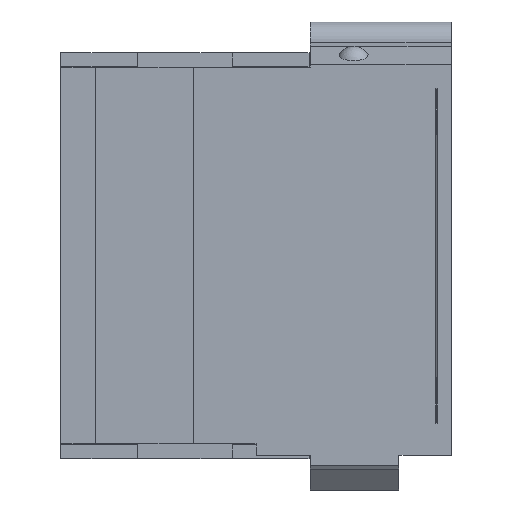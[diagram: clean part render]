
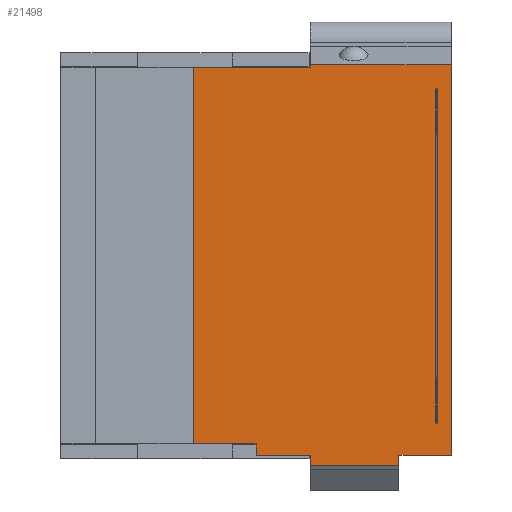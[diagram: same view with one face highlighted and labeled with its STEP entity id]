
A CAD part, front view. The second image highlights one B-rep face of the part: STEP entity #21498.
In plain terms, the highlighted planar face has unit normal (0, -1, 0).
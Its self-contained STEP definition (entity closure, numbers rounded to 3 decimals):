
#2705=DIRECTION('',(1.,0.,0.));
#2706=VECTOR('',#2705,8.4);
#2707=CARTESIAN_POINT('',(-4.5,0.,13.5));
#2708=LINE('',#2707,#2706);
#2729=DIRECTION('',(0.,0.,-1.));
#2730=VECTOR('',#2729,27.);
#2731=CARTESIAN_POINT('',(-4.5,0.,13.5));
#2732=LINE('',#2731,#2730);
#2733=DIRECTION('',(1.,0.,0.));
#2734=VECTOR('',#2733,10.1);
#2735=CARTESIAN_POINT('',(3.9,0.,13.7));
#2736=LINE('',#2735,#2734);
#2737=DIRECTION('',(0.,0.,-1.));
#2738=VECTOR('',#2737,28.);
#2739=CARTESIAN_POINT('',(14.,0.,13.7));
#2740=LINE('',#2739,#2738);
#2741=DIRECTION('',(-1.,0.,0.));
#2742=VECTOR('',#2741,3.75);
#2743=CARTESIAN_POINT('',(14.,0.,-14.3));
#2744=LINE('',#2743,#2742);
#2745=DIRECTION('',(0.,0.,1.));
#2746=VECTOR('',#2745,0.732);
#2747=CARTESIAN_POINT('',(10.25,0.,-15.032));
#2748=LINE('',#2747,#2746);
#2749=DIRECTION('',(-1.,0.,0.));
#2750=VECTOR('',#2749,6.35);
#2751=CARTESIAN_POINT('',(10.25,0.,-15.032));
#2752=LINE('',#2751,#2750);
#2753=DIRECTION('',(0.,0.,1.));
#2754=VECTOR('',#2753,0.732);
#2755=CARTESIAN_POINT('',(3.9,0.,-15.032));
#2756=LINE('',#2755,#2754);
#2757=DIRECTION('',(1.,0.,0.));
#2758=VECTOR('',#2757,3.9);
#2759=CARTESIAN_POINT('',(0.,0.,-14.3));
#2760=LINE('',#2759,#2758);
#2761=DIRECTION('',(-1.,0.,0.));
#2762=VECTOR('',#2761,4.5);
#2763=CARTESIAN_POINT('',(0.,0.,-13.5));
#2764=LINE('',#2763,#2762);
#2765=DIRECTION('',(0.,0.,1.));
#2766=VECTOR('',#2765,24.);
#2767=CARTESIAN_POINT('',(12.9,0.,-12.));
#2768=LINE('',#2767,#2766);
#2769=DIRECTION('',(0.,0.,1.));
#2770=VECTOR('',#2769,24.);
#2771=CARTESIAN_POINT('',(13.,0.,-12.));
#2772=LINE('',#2771,#2770);
#2815=DIRECTION('',(0.,0.,-1.));
#2816=VECTOR('',#2815,0.2);
#2817=CARTESIAN_POINT('',(3.9,0.,13.7));
#2818=LINE('',#2817,#2816);
#3063=DIRECTION('',(0.,0.,1.));
#3064=VECTOR('',#3063,0.8);
#3065=CARTESIAN_POINT('',(0.,0.,-14.3));
#3066=LINE('',#3065,#3064);
#3411=DIRECTION('',(1.,0.,0.));
#3412=VECTOR('',#3411,0.1);
#3413=CARTESIAN_POINT('',(12.9,0.,12.));
#3414=LINE('',#3413,#3412);
#3651=DIRECTION('',(-1.,0.,0.));
#3652=VECTOR('',#3651,0.1);
#3653=CARTESIAN_POINT('',(13.,0.,-12.));
#3654=LINE('',#3653,#3652);
#14882=CARTESIAN_POINT('',(3.9,0.,13.7));
#14883=VERTEX_POINT('',#14882);
#14918=CARTESIAN_POINT('',(14.,0.,13.7));
#14919=VERTEX_POINT('',#14918);
#14924=CARTESIAN_POINT('',(3.9,0.,13.5));
#14925=VERTEX_POINT('',#14924);
#14926=CARTESIAN_POINT('',(0.,0.,-13.5));
#14928=VERTEX_POINT('',#14926);
#14932=CARTESIAN_POINT('',(0.,0.,-14.3));
#14933=CARTESIAN_POINT('',(3.9,0.,-14.3));
#14934=VERTEX_POINT('',#14932);
#14935=VERTEX_POINT('',#14933);
#14936=CARTESIAN_POINT('',(3.9,0.,-15.032));
#14937=VERTEX_POINT('',#14936);
#14938=CARTESIAN_POINT('',(10.25,0.,-15.032));
#14939=CARTESIAN_POINT('',(10.25,0.,-14.3));
#14940=VERTEX_POINT('',#14938);
#14941=VERTEX_POINT('',#14939);
#14942=CARTESIAN_POINT('',(14.,0.,-14.3));
#14943=VERTEX_POINT('',#14942);
#15101=CARTESIAN_POINT('',(13.,0.,-12.));
#15102=CARTESIAN_POINT('',(13.,0.,12.));
#15103=VERTEX_POINT('',#15101);
#15104=VERTEX_POINT('',#15102);
#15421=CARTESIAN_POINT('',(-4.5,0.,-13.5));
#15423=VERTEX_POINT('',#15421);
#15429=CARTESIAN_POINT('',(-4.5,0.,13.5));
#15431=VERTEX_POINT('',#15429);
#18045=CARTESIAN_POINT('',(12.9,0.,-12.));
#18047=VERTEX_POINT('',#18045);
#18049=CARTESIAN_POINT('',(12.9,0.,12.));
#18051=VERTEX_POINT('',#18049);
#21459=CARTESIAN_POINT('',(-14.,0.,-13.5));
#21460=DIRECTION('',(0.,-1.,0.));
#21461=DIRECTION('',(1.,0.,0.));
#21462=AXIS2_PLACEMENT_3D('',#21459,#21460,#21461);
#21463=PLANE('',#21462);
#21464=ORIENTED_EDGE('',*,*,#21452,.F.);
#21465=ORIENTED_EDGE('',*,*,#21408,.T.);
#21467=ORIENTED_EDGE('',*,*,#21466,.F.);
#21469=ORIENTED_EDGE('',*,*,#21468,.T.);
#21471=ORIENTED_EDGE('',*,*,#21470,.T.);
#21473=ORIENTED_EDGE('',*,*,#21472,.T.);
#21475=ORIENTED_EDGE('',*,*,#21474,.F.);
#21477=ORIENTED_EDGE('',*,*,#21476,.T.);
#21479=ORIENTED_EDGE('',*,*,#21478,.T.);
#21481=ORIENTED_EDGE('',*,*,#21480,.F.);
#21483=ORIENTED_EDGE('',*,*,#21482,.T.);
#21485=ORIENTED_EDGE('',*,*,#21484,.T.);
#21486=EDGE_LOOP('',(#21464,#21465,#21467,#21469,#21471,#21473,#21475,#21477,
#21479,#21481,#21483,#21485));
#21487=FACE_OUTER_BOUND('',#21486,.F.);
#21489=ORIENTED_EDGE('',*,*,#21488,.F.);
#21491=ORIENTED_EDGE('',*,*,#21490,.F.);
#21493=ORIENTED_EDGE('',*,*,#21492,.F.);
#21495=ORIENTED_EDGE('',*,*,#21494,.T.);
#21496=EDGE_LOOP('',(#21489,#21491,#21493,#21495));
#21497=FACE_BOUND('',#21496,.F.);
#21498=ADVANCED_FACE('',(#21487,#21497),#21463,.T.);
#21408=EDGE_CURVE('',#15431,#14925,#2708,.T.);
#21452=EDGE_CURVE('',#15431,#15423,#2732,.T.);
#21466=EDGE_CURVE('',#14883,#14925,#2818,.T.);
#21468=EDGE_CURVE('',#14883,#14919,#2736,.T.);
#21470=EDGE_CURVE('',#14919,#14943,#2740,.T.);
#21472=EDGE_CURVE('',#14943,#14941,#2744,.T.);
#21474=EDGE_CURVE('',#14940,#14941,#2748,.T.);
#21476=EDGE_CURVE('',#14940,#14937,#2752,.T.);
#21478=EDGE_CURVE('',#14937,#14935,#2756,.T.);
#21480=EDGE_CURVE('',#14934,#14935,#2760,.T.);
#21482=EDGE_CURVE('',#14934,#14928,#3066,.T.);
#21484=EDGE_CURVE('',#14928,#15423,#2764,.T.);
#21488=EDGE_CURVE('',#18051,#15104,#3414,.T.);
#21490=EDGE_CURVE('',#18047,#18051,#2768,.T.);
#21492=EDGE_CURVE('',#15103,#18047,#3654,.T.);
#21494=EDGE_CURVE('',#15103,#15104,#2772,.T.);
